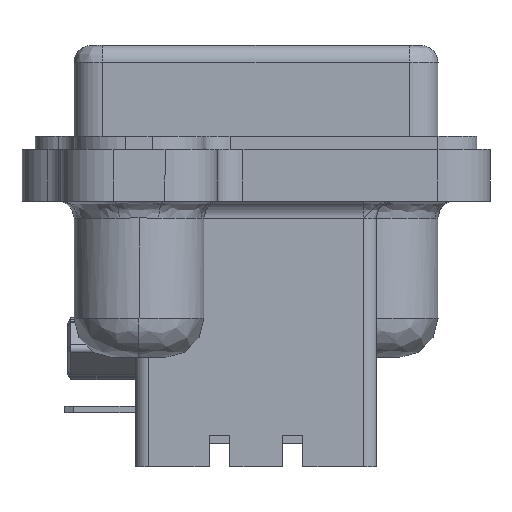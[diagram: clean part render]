
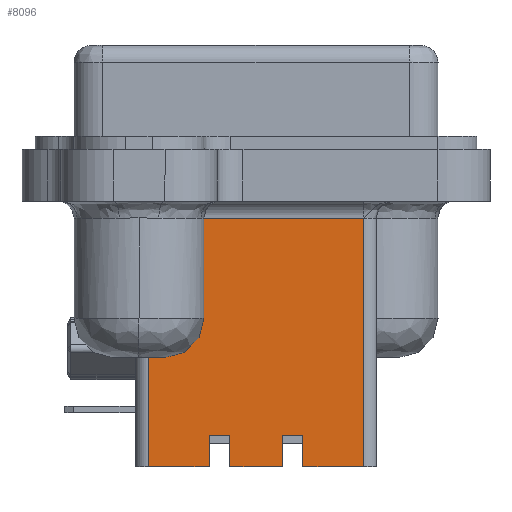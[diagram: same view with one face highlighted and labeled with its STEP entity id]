
A CAD part, left-side view. The second image highlights one B-rep face of the part: STEP entity #8096.
In plain terms, the highlighted planar face has unit normal (-1, 0, 0).
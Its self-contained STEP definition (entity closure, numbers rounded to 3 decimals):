
#626 = ORIENTED_EDGE ( 'NONE', *, *, #19768, .T. ) ;
#1288 = LINE ( 'NONE', #7841, #13760 ) ;
#2191 = ORIENTED_EDGE ( 'NONE', *, *, #10405, .T. ) ;
#2213 = VECTOR ( 'NONE', #12733, 1000. ) ;
#2251 = EDGE_CURVE ( 'NONE', #18096, #14119, #13049, .T. ) ;
#2557 = EDGE_CURVE ( 'NONE', #5404, #16560, #4864, .T. ) ;
#2569 = CARTESIAN_POINT ( 'NONE',  ( -8., 1., -8.101 ) ) ;
#2609 = LINE ( 'NONE', #11198, #21212 ) ;
#2822 = DIRECTION ( 'NONE',  ( 0., 0., 1. ) ) ;
#3155 = DIRECTION ( 'NONE',  ( 0., -1., 0. ) ) ;
#3295 = ORIENTED_EDGE ( 'NONE', *, *, #3745, .T. ) ;
#3299 = CARTESIAN_POINT ( 'NONE',  ( -8., -1., -8.101 ) ) ;
#3348 = DIRECTION ( 'NONE',  ( 0., 0., 1. ) ) ;
#3605 = CARTESIAN_POINT ( 'NONE',  ( -8., 4.14, 1.449 ) ) ;
#3613 = DIRECTION ( 'NONE',  ( -1., 0., 0. ) ) ;
#3745 = EDGE_CURVE ( 'NONE', #18393, #7176, #2609, .T. ) ;
#3918 = LINE ( 'NONE', #7034, #12853 ) ;
#4369 = CARTESIAN_POINT ( 'NONE',  ( -8., -1.8, -6.901 ) ) ;
#4760 = CARTESIAN_POINT ( 'NONE',  ( -8., 4.14, -8.101 ) ) ;
#4764 = LINE ( 'NONE', #17855, #13979 ) ;
#4864 = LINE ( 'NONE', #4760, #17471 ) ;
#4998 = EDGE_CURVE ( 'NONE', #14654, #6309, #17134, .T. ) ;
#5329 = DIRECTION ( 'NONE',  ( 0., 0., 1. ) ) ;
#5404 = VERTEX_POINT ( 'NONE', #3605 ) ;
#5618 = EDGE_LOOP ( 'NONE', ( #626, #11271, #10921, #16632, #3295, #16171, #16838, #10262, #2191, #13401, #11307, #15788 ) ) ;
#5839 = DIRECTION ( 'NONE',  ( 0., 0., -1. ) ) ;
#6309 = VERTEX_POINT ( 'NONE', #2569 ) ;
#6325 = CARTESIAN_POINT ( 'NONE',  ( -8., -4.14, 1.449 ) ) ;
#6830 = LINE ( 'NONE', #11775, #19616 ) ;
#7030 = CARTESIAN_POINT ( 'NONE',  ( -8., 1.8, -8.101 ) ) ;
#7034 = CARTESIAN_POINT ( 'NONE',  ( -8., -1.8, -8.101 ) ) ;
#7176 = VERTEX_POINT ( 'NONE', #6325 ) ;
#7841 = CARTESIAN_POINT ( 'NONE',  ( -8., -4.14, 1.449 ) ) ;
#8096 = ADVANCED_FACE ( 'NONE', ( #18314 ), #18522, .T. ) ;
#8302 = EDGE_CURVE ( 'NONE', #6309, #10292, #13844, .T. ) ;
#8769 = DIRECTION ( 'NONE',  ( 0., -1., 0. ) ) ;
#8863 = VERTEX_POINT ( 'NONE', #16298 ) ;
#8952 = EDGE_CURVE ( 'NONE', #8863, #18393, #6830, .T. ) ;
#9665 = VECTOR ( 'NONE', #11930, 1000. ) ;
#9703 = DIRECTION ( 'NONE',  ( 0., 0., -1. ) ) ;
#9957 = EDGE_CURVE ( 'NONE', #14119, #8863, #3918, .T. ) ;
#10262 = ORIENTED_EDGE ( 'NONE', *, *, #14584, .T. ) ;
#10292 = VERTEX_POINT ( 'NONE', #15379 ) ;
#10405 = EDGE_CURVE ( 'NONE', #12738, #13792, #14932, .T. ) ;
#10921 = ORIENTED_EDGE ( 'NONE', *, *, #9957, .T. ) ;
#11020 = CARTESIAN_POINT ( 'NONE',  ( -8., 4.14, -6.901 ) ) ;
#11198 = CARTESIAN_POINT ( 'NONE',  ( -8., -4.14, -8.101 ) ) ;
#11271 = ORIENTED_EDGE ( 'NONE', *, *, #2251, .T. ) ;
#11307 = ORIENTED_EDGE ( 'NONE', *, *, #4998, .T. ) ;
#11432 = AXIS2_PLACEMENT_3D ( 'NONE', #13378, #3613, #5329 ) ;
#11555 = EDGE_CURVE ( 'NONE', #13792, #14654, #14340, .T. ) ;
#11775 = CARTESIAN_POINT ( 'NONE',  ( -8., 4.14, -8.101 ) ) ;
#11930 = DIRECTION ( 'NONE',  ( 0., -1., 0. ) ) ;
#12625 = DIRECTION ( 'NONE',  ( 0., -1., 0. ) ) ;
#12733 = DIRECTION ( 'NONE',  ( 0., -1., 0. ) ) ;
#12738 = VERTEX_POINT ( 'NONE', #7030 ) ;
#12853 = VECTOR ( 'NONE', #5839, 1000. ) ;
#13049 = LINE ( 'NONE', #19280, #17847 ) ;
#13163 = LINE ( 'NONE', #3299, #13628 ) ;
#13292 = CARTESIAN_POINT ( 'NONE',  ( -8., -4.14, -8.101 ) ) ;
#13378 = CARTESIAN_POINT ( 'NONE',  ( -8., 4.14, -8.101 ) ) ;
#13401 = ORIENTED_EDGE ( 'NONE', *, *, #11555, .T. ) ;
#13464 = EDGE_CURVE ( 'NONE', #7176, #5404, #1288, .T. ) ;
#13628 = VECTOR ( 'NONE', #14779, 1000. ) ;
#13760 = VECTOR ( 'NONE', #19098, 1000. ) ;
#13792 = VERTEX_POINT ( 'NONE', #15983 ) ;
#13844 = LINE ( 'NONE', #20389, #9665 ) ;
#13979 = VECTOR ( 'NONE', #3155, 1000. ) ;
#14119 = VERTEX_POINT ( 'NONE', #4369 ) ;
#14340 = LINE ( 'NONE', #11020, #2213 ) ;
#14584 = EDGE_CURVE ( 'NONE', #16560, #12738, #4764, .T. ) ;
#14654 = VERTEX_POINT ( 'NONE', #20198 ) ;
#14779 = DIRECTION ( 'NONE',  ( 0., 0., 1. ) ) ;
#14932 = LINE ( 'NONE', #18255, #16308 ) ;
#15261 = CARTESIAN_POINT ( 'NONE',  ( -8., 4.14, -8.101 ) ) ;
#15323 = DIRECTION ( 'NONE',  ( 0., 0., -1. ) ) ;
#15379 = CARTESIAN_POINT ( 'NONE',  ( -8., -1., -8.101 ) ) ;
#15560 = CARTESIAN_POINT ( 'NONE',  ( -8., -1., -6.901 ) ) ;
#15788 = ORIENTED_EDGE ( 'NONE', *, *, #8302, .T. ) ;
#15983 = CARTESIAN_POINT ( 'NONE',  ( -8., 1.8, -6.901 ) ) ;
#16171 = ORIENTED_EDGE ( 'NONE', *, *, #13464, .T. ) ;
#16298 = CARTESIAN_POINT ( 'NONE',  ( -8., -1.8, -8.101 ) ) ;
#16308 = VECTOR ( 'NONE', #3348, 1000. ) ;
#16560 = VERTEX_POINT ( 'NONE', #15261 ) ;
#16632 = ORIENTED_EDGE ( 'NONE', *, *, #8952, .T. ) ;
#16838 = ORIENTED_EDGE ( 'NONE', *, *, #2557, .T. ) ;
#16898 = VECTOR ( 'NONE', #15323, 1000. ) ;
#17134 = LINE ( 'NONE', #20150, #16898 ) ;
#17471 = VECTOR ( 'NONE', #9703, 1000. ) ;
#17847 = VECTOR ( 'NONE', #12625, 1000. ) ;
#17855 = CARTESIAN_POINT ( 'NONE',  ( -8., 4.14, -8.101 ) ) ;
#18096 = VERTEX_POINT ( 'NONE', #15560 ) ;
#18255 = CARTESIAN_POINT ( 'NONE',  ( -8., 1.8, -8.101 ) ) ;
#18314 = FACE_OUTER_BOUND ( 'NONE', #5618, .T. ) ;
#18393 = VERTEX_POINT ( 'NONE', #13292 ) ;
#18522 = PLANE ( 'NONE',  #11432 ) ;
#19098 = DIRECTION ( 'NONE',  ( 0., 1., 0. ) ) ;
#19280 = CARTESIAN_POINT ( 'NONE',  ( -8., 4.14, -6.901 ) ) ;
#19616 = VECTOR ( 'NONE', #8769, 1000. ) ;
#19768 = EDGE_CURVE ( 'NONE', #10292, #18096, #13163, .T. ) ;
#20150 = CARTESIAN_POINT ( 'NONE',  ( -8., 1., -8.101 ) ) ;
#20198 = CARTESIAN_POINT ( 'NONE',  ( -8., 1., -6.901 ) ) ;
#20389 = CARTESIAN_POINT ( 'NONE',  ( -8., 4.14, -8.101 ) ) ;
#21212 = VECTOR ( 'NONE', #2822, 1000. ) ;
